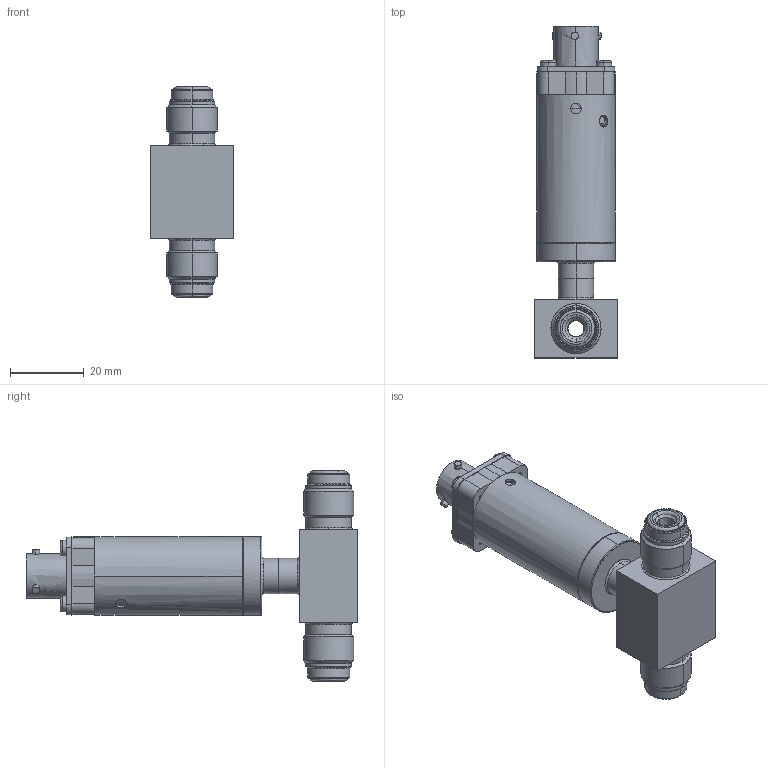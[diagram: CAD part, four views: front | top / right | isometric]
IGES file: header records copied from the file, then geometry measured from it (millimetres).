
Start section: SolidWorks IGES file using analytic representation for surfaces
Global section: file name: GFF-B-VM.IGS; native system: SolidWorks 2019; preprocessor: SolidWorks 2019; author: cfehr; date: 190510.105211; units: inch
Bounding box: 22.23 x 89.92 x 56.9 mm (x, y, z)
Surface area: 13075.5 mm2 (no closed solid volume)
Topology: 0 solids, 0 shells, 259 faces, 2578 edges, 2598 vertices
Faces by surface type: bspline 135, revolution 124
